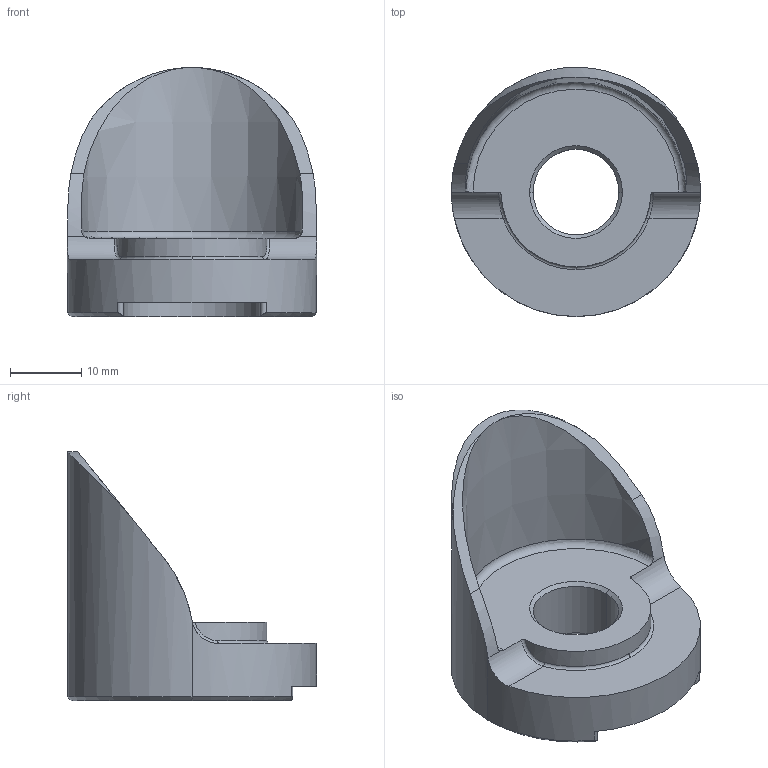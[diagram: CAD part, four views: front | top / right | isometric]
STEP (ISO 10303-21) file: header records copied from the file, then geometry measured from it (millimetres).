
FILE_DESCRIPTION (( 'STEP AP214' ), '1' );
FILE_NAME ('DR0050_UNTHREADED.STEP', '2018-09-24T17:57:26', ( 'JeffCAD' ), ( 'Microsoft' ), 'SwSTEP 2.0', 'SolidWorks 2018', '' );
FILE_SCHEMA (( 'AUTOMOTIVE_DESIGN' ));
Length unit declared in the file: inch
Products named in the file (1): DR0050_UNTHREADED
Bounding box: 34.92 x 34.92 x 34.92 mm (x, y, z)
Volume: 9265.9 mm3; surface area: 4963.9 mm2
Topology: 1 solids, 1 shells, 36 faces, 89 edges, 55 vertices
Faces by surface type: cylinder 13, cone 8, plane 8, torus 5, bspline 2
Entity records: 1283 total; most frequent: CARTESIAN_POINT 420, ORIENTED_EDGE 178, DIRECTION 170, EDGE_CURVE 89, AXIS2_PLACEMENT_3D 71, VERTEX_POINT 55, EDGE_LOOP 38, FACE_OUTER_BOUND 36
